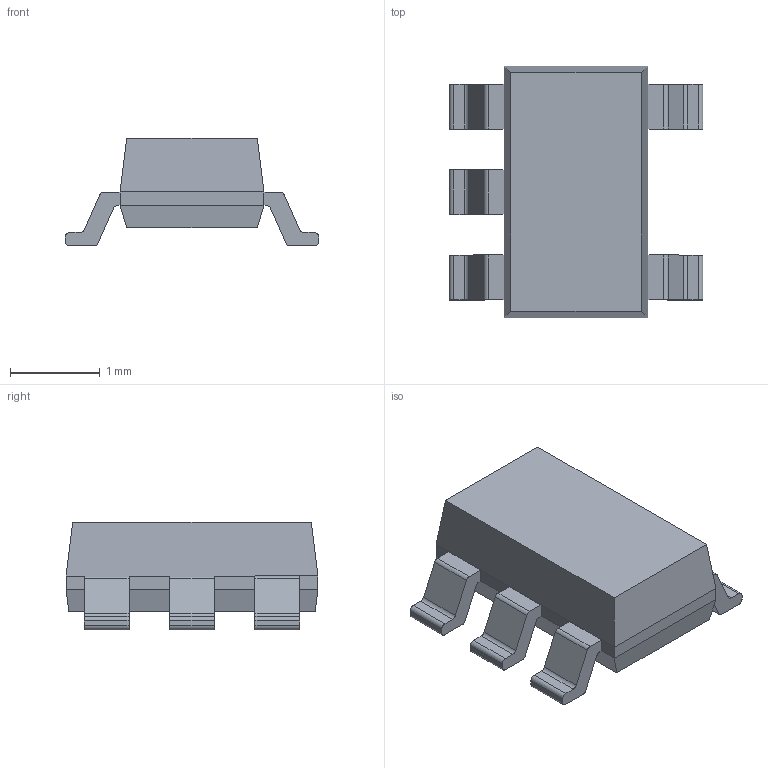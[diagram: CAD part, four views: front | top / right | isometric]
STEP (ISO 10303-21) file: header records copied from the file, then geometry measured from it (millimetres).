
FILE_DESCRIPTION(('FreeCAD Model'),'2;1');
FILE_NAME('SOT23-DBV.stp', '2014-11-05T20:49:17',('FreeCAD'),('FreeCAD'), 'Open CASCADE STEP processor 6.6','FreeCAD','Unknown');
FILE_SCHEMA(('AUTOMOTIVE_DESIGN_CC2 { 1 2 10303 214 -1 1 5 4 }'));
Length unit declared in the file: millimetre
Products named in the file (2): Cut; Fusion003
Bounding box: 2.82 x 2.8 x 1.2 mm (x, y, z)
Volume: 4.6 mm3; surface area: 23.2 mm2
Topology: 6 solids, 6 shells, 94 faces, 238 edges, 156 vertices
Faces by surface type: plane 64, cylinder 30
Entity records: 6054 total; most frequent: CARTESIAN_POINT 1161, DIRECTION 918, LINE 578, VECTOR 578, ORIENTED_EDGE 476, PCURVE 476, DEFINITIONAL_REPRESENTATION 476, EDGE_CURVE 238
